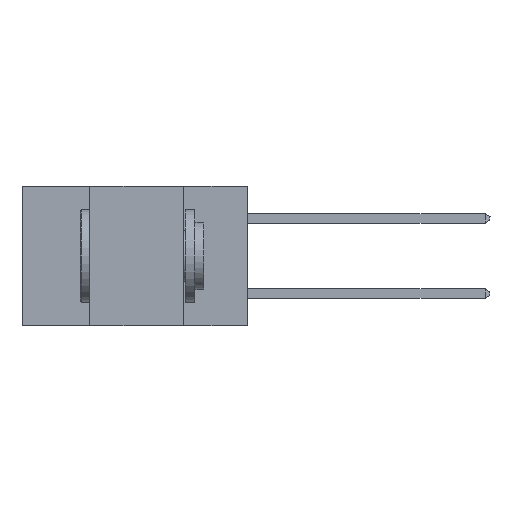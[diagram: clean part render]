
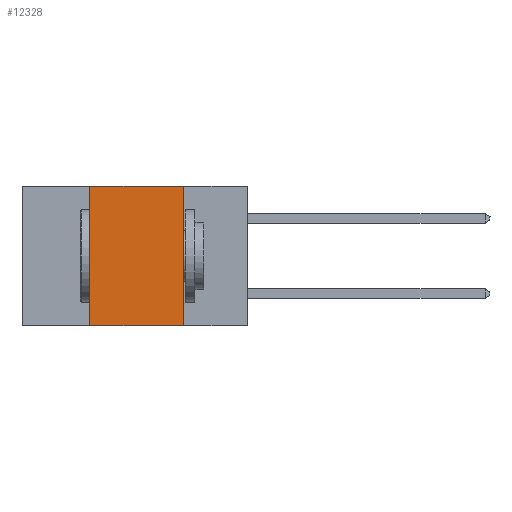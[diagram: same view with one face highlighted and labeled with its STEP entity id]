
A CAD part, left-side view. The second image highlights one B-rep face of the part: STEP entity #12328.
In plain terms, the highlighted planar face has unit normal (-1, 0, 0).
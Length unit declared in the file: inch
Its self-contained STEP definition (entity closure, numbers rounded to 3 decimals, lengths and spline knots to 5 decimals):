
#790 = CARTESIAN_POINT ( 'NONE',  ( 0., 0.17, 0. ) ) ;
#1200 = EDGE_CURVE ( 'NONE', #3127, #2324, #17457, .T. ) ;
#1541 = DIRECTION ( 'NONE',  ( 0., 0., -1. ) ) ;
#1816 = EDGE_CURVE ( 'NONE', #18037, #3127, #14609, .T. ) ;
#2324 = VERTEX_POINT ( 'NONE', #21845 ) ;
#2455 = CARTESIAN_POINT ( 'NONE',  ( 0., 0.6, 0. ) ) ;
#2505 = VECTOR ( 'NONE', #7523, 39.37008 ) ;
#2825 = CARTESIAN_POINT ( 'NONE',  ( 0., 0.6, -0.37 ) ) ;
#3127 = VERTEX_POINT ( 'NONE', #790 ) ;
#4856 = EDGE_CURVE ( 'NONE', #21781, #18037, #5333, .T. ) ;
#4928 = PLANE ( 'NONE',  #17520 ) ;
#5097 = DIRECTION ( 'NONE',  ( 0., 0., 1. ) ) ;
#5333 = LINE ( 'NONE', #8915, #21685 ) ;
#6513 = LINE ( 'NONE', #2825, #20358 ) ;
#7523 = DIRECTION ( 'NONE',  ( 0., -1., 0. ) ) ;
#7990 = ORIENTED_EDGE ( 'NONE', *, *, #1200, .F. ) ;
#8915 = CARTESIAN_POINT ( 'NONE',  ( 0., 0.42, -0.37 ) ) ;
#9688 = DIRECTION ( 'NONE',  ( 0., -1., 0. ) ) ;
#10830 = ORIENTED_EDGE ( 'NONE', *, *, #4856, .F. ) ;
#10913 = ORIENTED_EDGE ( 'NONE', *, *, #11713, .T. ) ;
#11713 = EDGE_CURVE ( 'NONE', #21781, #2324, #6513, .T. ) ;
#12328 = ADVANCED_FACE ( 'NONE', ( #13927 ), #4928, .F. ) ;
#13466 = CARTESIAN_POINT ( 'NONE',  ( 0., 0.6, 0. ) ) ;
#13927 = FACE_OUTER_BOUND ( 'NONE', #17950, .T. ) ;
#14090 = CARTESIAN_POINT ( 'NONE',  ( 0., 0.42, -0.37 ) ) ;
#14609 = LINE ( 'NONE', #2455, #2505 ) ;
#15473 = ORIENTED_EDGE ( 'NONE', *, *, #1816, .F. ) ;
#15653 = CARTESIAN_POINT ( 'NONE',  ( 0., 0.17, -0.37 ) ) ;
#17310 = VECTOR ( 'NONE', #19025, 39.37008 ) ;
#17457 = LINE ( 'NONE', #15653, #17310 ) ;
#17520 = AXIS2_PLACEMENT_3D ( 'NONE', #13466, #18761, #1541 ) ;
#17836 = CARTESIAN_POINT ( 'NONE',  ( 0., 0.42, 0. ) ) ;
#17950 = EDGE_LOOP ( 'NONE', ( #7990, #15473, #10830, #10913 ) ) ;
#18037 = VERTEX_POINT ( 'NONE', #17836 ) ;
#18761 = DIRECTION ( 'NONE',  ( 1., 0., 0. ) ) ;
#19025 = DIRECTION ( 'NONE',  ( 0., 0., -1. ) ) ;
#20358 = VECTOR ( 'NONE', #9688, 39.37008 ) ;
#21685 = VECTOR ( 'NONE', #5097, 39.37008 ) ;
#21781 = VERTEX_POINT ( 'NONE', #14090 ) ;
#21845 = CARTESIAN_POINT ( 'NONE',  ( 0., 0.17, -0.37 ) ) ;
